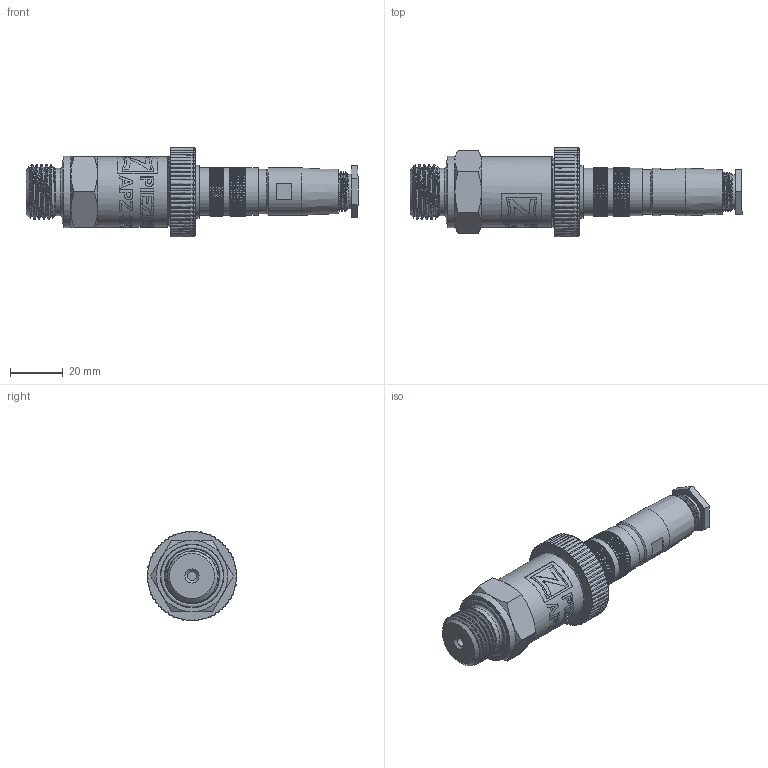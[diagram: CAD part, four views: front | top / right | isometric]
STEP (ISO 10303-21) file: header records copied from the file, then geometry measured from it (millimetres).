
FILE_DESCRIPTION(/* description */ (''),/* implementation_level */ '2;1');
FILE_NAME(/* name */ 'APZ3230_5_Binder723.step',/* time_stamp */ '2021-06-25T12:11:39+03:00',/* author */ (''),/* organization */ (''),/* preprocessor_version */ 'ST-DEVELOPER v18.1',/* originating_system */ 'Autodesk Translation Framework v10.9.0.1377',/* authorisation */ '');
FILE_SCHEMA (('AUTOMOTIVE_DESIGN { 1 0 10303 214 3 1 1 }'));
Products named in the file (7): АПЗ 3420 в.2; G1/2 DIN; OMAL nut M27x1.5 v8; Ш100.000.005 v4; Binder 723 assembly v4; Binder 723 female v10; Binder 723 male v8
Assembly tree (6 placements, depth 3):
  АПЗ 3420 в.2
    G1/2 DIN
    OMAL nut M27x1.5 v8
    Ш100.000.005 v4
    Binder 723 assembly v4
      Binder 723 female v10
      Binder 723 male v8
Bounding box: 125.58 x 34 x 34 mm (x, y, z)
Volume: 49210.9 mm3; surface area: 21413.7 mm2
Topology: 8 solids, 8 shells, 3526 faces, 8935 edges, 5845 vertices
Faces by surface type: plane 2150, cylinder 614, bspline 452, cone 301, torus 9
Full cylindrical faces by diameter (mm): 1 x15, 1.5 x5, 3.3 x1, 10 x1, 11.8 x1, 12 x1, 13 x1, 13.5 x1, 13.741 x3, 14.884 x2, 15.044 x5, 15.2 x1, 15.908 x4, 16.8 x1, 17.044 x7, 17.283 x6, 17.6 x1, 17.908 x7, 18 x5, 18.124 x7, 18.161 x2, 18.631 x4, 20 x1, 20.956 x1, 21.4 x2, 22.3 x1, 22.4 x1, 23.7 x1, 24.5 x1, 25.132 x4
Entity records: 133032 total; most frequent: CARTESIAN_POINT 48861, ORIENTED_EDGE 17870, DIRECTION 17868, EDGE_CURVE 8935, AXIS2_PLACEMENT_3D 7709, VERTEX_POINT 5845, EDGE_LOOP 3954, ELLIPSE 3870
